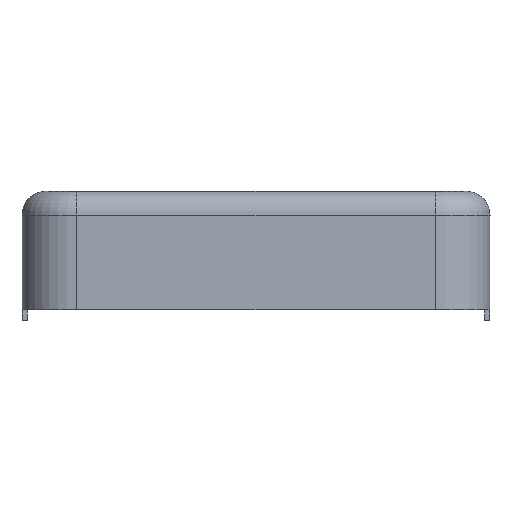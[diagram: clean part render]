
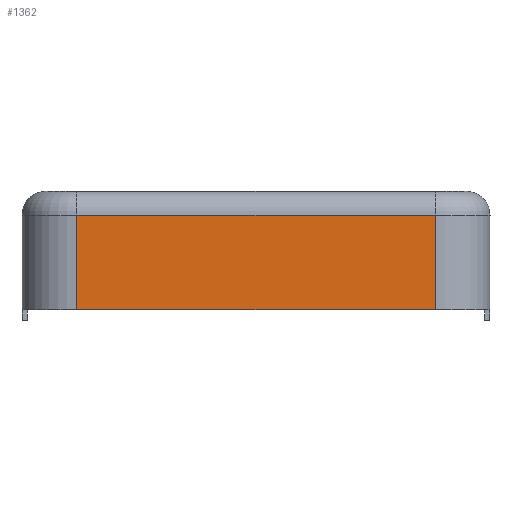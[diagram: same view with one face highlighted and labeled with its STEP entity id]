
A CAD part, left-side view. The second image highlights one B-rep face of the part: STEP entity #1362.
In plain terms, the highlighted face is planar.
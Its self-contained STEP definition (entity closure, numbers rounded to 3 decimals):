
#39=PLANE('',#1492);
#68=LINE('',#2081,#180);
#98=LINE('',#2197,#210);
#106=LINE('',#2225,#218);
#107=LINE('',#2227,#219);
#180=VECTOR('',#1634,1000.);
#210=VECTOR('',#1742,1000.);
#218=VECTOR('',#1768,1000.);
#219=VECTOR('',#1769,1000.);
#375=ORIENTED_EDGE('',*,*,#769,.T.);
#376=ORIENTED_EDGE('',*,*,#770,.F.);
#377=ORIENTED_EDGE('',*,*,#756,.F.);
#378=ORIENTED_EDGE('',*,*,#701,.T.);
#701=EDGE_CURVE('',#902,#901,#68,.T.);
#756=EDGE_CURVE('',#902,#943,#98,.T.);
#769=EDGE_CURVE('',#901,#960,#106,.T.);
#770=EDGE_CURVE('',#943,#960,#107,.T.);
#901=VERTEX_POINT('',#2080);
#902=VERTEX_POINT('',#2082);
#943=VERTEX_POINT('',#2183);
#960=VERTEX_POINT('',#2226);
#1131=EDGE_LOOP('',(#375,#376,#377,#378));
#1229=FACE_BOUND('',#1131,.T.);
#1362=ADVANCED_FACE('',(#1229),#39,.T.);
#1492=AXIS2_PLACEMENT_3D('',#2224,#1766,#1767);
#1634=DIRECTION('',(0.,-1.,0.));
#1742=DIRECTION('',(-1.,0.,0.));
#1766=DIRECTION('',(0.,0.,-1.));
#1767=DIRECTION('',(-1.,0.,0.));
#1768=DIRECTION('',(-1.,0.,0.));
#1769=DIRECTION('',(0.,-1.,0.));
#2080=CARTESIAN_POINT('',(9.85,-6.5,-25.55));
#2081=CARTESIAN_POINT('',(9.85,0.,-25.55));
#2082=CARTESIAN_POINT('',(9.85,-1.3,-25.55));
#2183=CARTESIAN_POINT('',(-9.85,-1.3,-25.55));
#2197=CARTESIAN_POINT('',(9.85,-1.3,-25.55));
#2224=CARTESIAN_POINT('',(9.85,0.,-25.55));
#2225=CARTESIAN_POINT('',(9.85,-6.5,-25.55));
#2226=CARTESIAN_POINT('',(-9.85,-6.5,-25.55));
#2227=CARTESIAN_POINT('',(-9.85,0.,-25.55));
